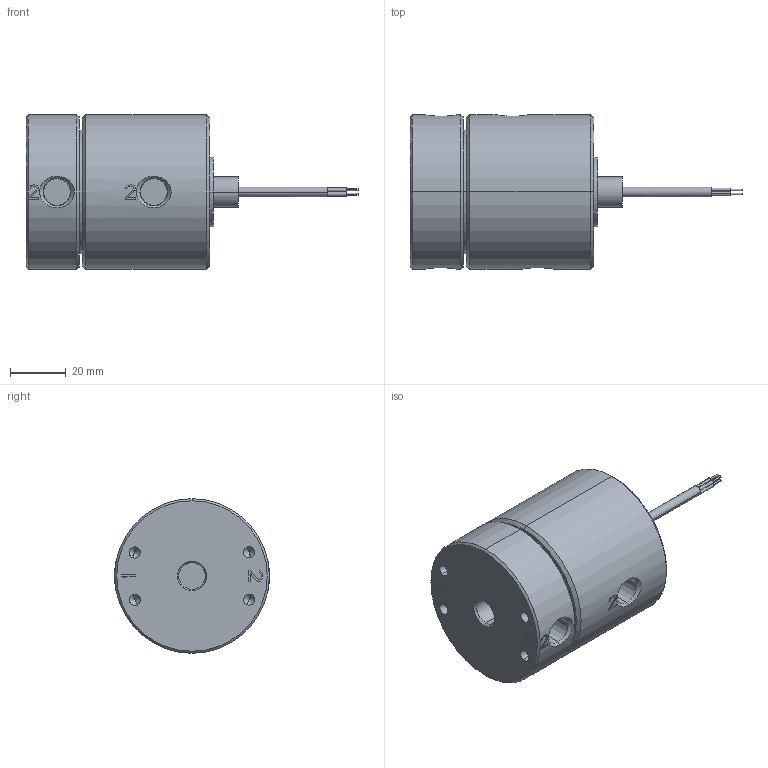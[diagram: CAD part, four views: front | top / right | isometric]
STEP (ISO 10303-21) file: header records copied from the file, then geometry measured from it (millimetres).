
FILE_DESCRIPTION((''),'2;1');
FILE_NAME('ILCP3224201ES6A','2023-02-18T07:59:10',('Jweaver'),(''),'CREO PARAMETRIC BY PTC INC, 2021164','CREO PARAMETRIC BY PTC INC, 2021164','');
FILE_SCHEMA(('AUTOMOTIVE_DESIGN { 1 0 10303 214 1 1 1 1 }'));
Length unit declared in the file: inch
Products named in the file (1): ILCP3224201ES6A
Bounding box: 119.2 x 55.55 x 55.55 mm (x, y, z)
Volume: 147631.3 mm3; surface area: 24349.7 mm2
Topology: 1 solids, 1 shells, 246 faces, 605 edges, 376 vertices
Faces by surface type: plane 128, cylinder 70, cone 46, torus 2
Entity records: 7623 total; most frequent: CARTESIAN_POINT 1464, DIRECTION 1257, ORIENTED_EDGE 1178, EDGE_CURVE 589, AXIS2_PLACEMENT_3D 444, VERTEX_POINT 376, VECTOR 366, LINE 366
